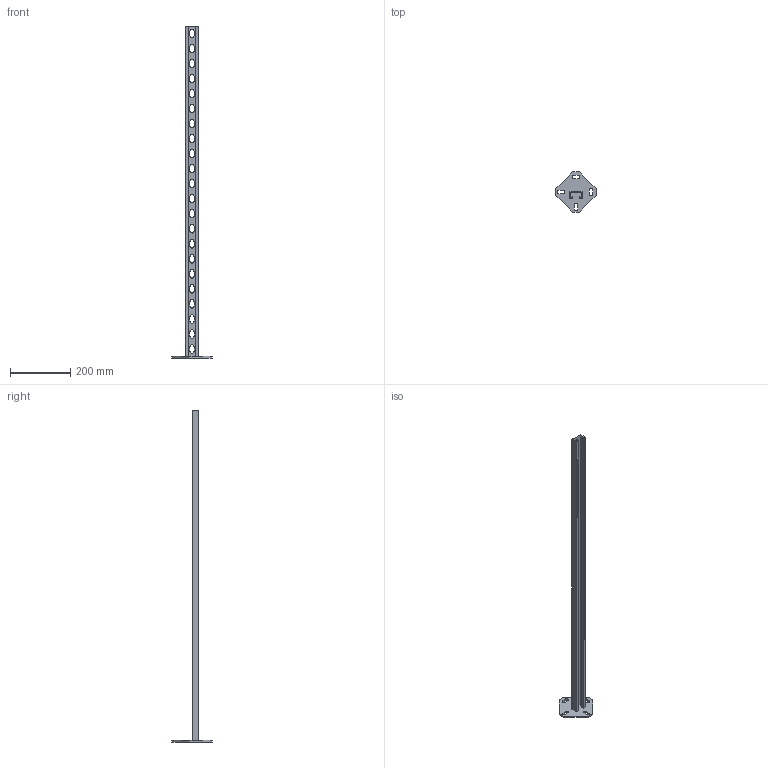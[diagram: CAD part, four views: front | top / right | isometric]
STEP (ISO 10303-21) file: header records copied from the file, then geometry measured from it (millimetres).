
FILE_DESCRIPTION (( 'STEP AP214' ), '1' );
FILE_NAME ('6342768.STEP', '2019-12-02T10:35:14', ( '' ), ( '' ), 'SwSTEP 2.0', 'SolidWorks 2018', '' );
FILE_SCHEMA (( 'AUTOMOTIVE_DESIGN' ));
Length unit declared in the file: millimetre
Products named in the file (3): 055764_H=17; 6342768; 011035_L=1100
Assembly tree (2 placements, depth 2):
  6342768
    055764_H=17
    011035_L=1100
Bounding box: 134.35 x 134.35 x 1105 mm (x, y, z)
Volume: 262272.1 mm3; surface area: 241561.1 mm2
Topology: 2 solids, 2 shells, 180 faces, 528 edges, 352 vertices
Faces by surface type: plane 104, cylinder 76
Entity records: 6218 total; most frequent: CARTESIAN_POINT 1065, ORIENTED_EDGE 1056, DIRECTION 1050, EDGE_CURVE 528, LINE 376, VECTOR 376, VERTEX_POINT 352, AXIS2_PLACEMENT_3D 337
